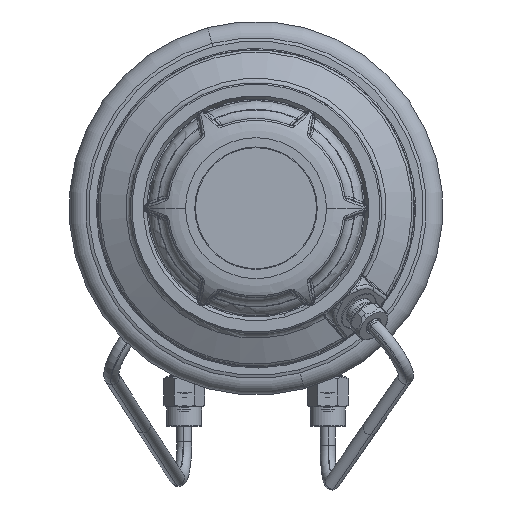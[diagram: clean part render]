
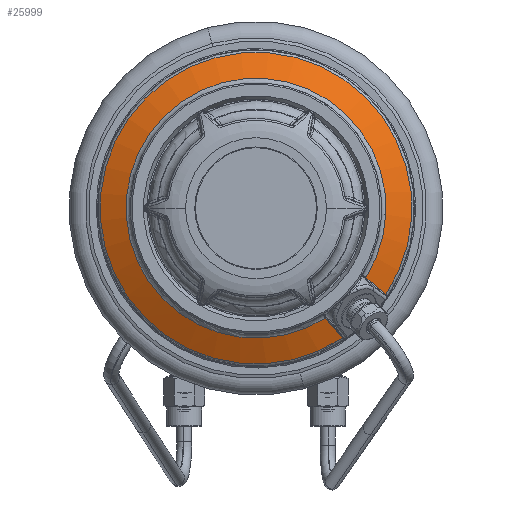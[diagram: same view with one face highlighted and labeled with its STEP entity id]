
A CAD part, front view. The second image highlights one B-rep face of the part: STEP entity #25999.
In plain terms, the highlighted spherical face has radius 108 mm.
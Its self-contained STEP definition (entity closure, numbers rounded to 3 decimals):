
#24023=CARTESIAN_POINT('',(15.855,-41.53,
-12.919));
#24024=CARTESIAN_POINT('',(15.384,-42.507,
-13.382));
#24025=CARTESIAN_POINT('',(14.432,-44.396,
-14.273));
#24026=CARTESIAN_POINT('',(12.999,-47.023,
-15.504));
#24027=CARTESIAN_POINT('',(12.039,-48.661,
-16.266));
#24028=CARTESIAN_POINT('',(11.562,-49.451,
-16.632));
#24061=CARTESIAN_POINT('',(15.855,0.,0.));
#24062=DIRECTION('',(-1.,0.,0.));
#24063=DIRECTION('',(0.,-0.955,-0.297));
#24064=AXIS2_PLACEMENT_3D('',#24061,#24062,#24063);
#24100=CARTESIAN_POINT('',(11.562,-39.129,
-34.51));
#24101=CARTESIAN_POINT('',(12.038,-38.419,
-34.01));
#24102=CARTESIAN_POINT('',(12.996,-36.943,
-32.975));
#24103=CARTESIAN_POINT('',(14.429,-34.564,
-31.315));
#24104=CARTESIAN_POINT('',(15.383,-32.845,
-30.123));
#24105=CARTESIAN_POINT('',(15.855,-31.954,
-29.507));
#24123=CARTESIAN_POINT('',(11.562,-39.129,
-34.51));
#24141=CARTESIAN_POINT('',(11.562,0.,0.));
#24142=DIRECTION('',(1.,0.,0.));
#24143=DIRECTION('',(0.,-0.75,-0.661));
#24144=AXIS2_PLACEMENT_3D('',#24141,#24142,#24143);
#24194=CARTESIAN_POINT('',(11.562,-49.451,
-16.632));
#25131=VERTEX_POINT('',#24194);
#25133=VERTEX_POINT('',#24023);
#25146=VERTEX_POINT('',#24123);
#25148=VERTEX_POINT('',#24105);
#25984=CARTESIAN_POINT('',(-83.,0.,0.));
#25985=DIRECTION('',(1.,0.,0.));
#25986=DIRECTION('',(0.,-1.,0.));
#25987=AXIS2_PLACEMENT_3D('',#25984,#25985,#25986);
#25988=SPHERICAL_SURFACE('',#25987,108.);
#25990=ORIENTED_EDGE('',*,*,#25989,.T.);
#25992=ORIENTED_EDGE('',*,*,#25991,.F.);
#25994=ORIENTED_EDGE('',*,*,#25993,.T.);
#25996=ORIENTED_EDGE('',*,*,#25995,.F.);
#25997=EDGE_LOOP('',(#25990,#25992,#25994,#25996));
#25998=FACE_OUTER_BOUND('',#25997,.F.);
#25999=ADVANCED_FACE('',(#25998),#25988,.T.);
#24029=B_SPLINE_CURVE_WITH_KNOTS('',3,(#24023,#24024,#24025,#24026,#24027,
#24028),.UNSPECIFIED.,.F.,.F.,(4,1,1,4),(0.,0.333,
0.667,1.),.UNSPECIFIED.);
#24065=CIRCLE('',#24064,43.493);
#24106=B_SPLINE_CURVE_WITH_KNOTS('',3,(#24100,#24101,#24102,#24103,#24104,
#24105),.UNSPECIFIED.,.F.,.F.,(4,1,1,4),(0.,0.333,
0.667,1.),.UNSPECIFIED.);
#24145=CIRCLE('',#24144,52.173);
#25989=EDGE_CURVE('',#25133,#25131,#24029,.T.);
#25991=EDGE_CURVE('',#25146,#25131,#24145,.T.);
#25993=EDGE_CURVE('',#25146,#25148,#24106,.T.);
#25995=EDGE_CURVE('',#25133,#25148,#24065,.T.);
